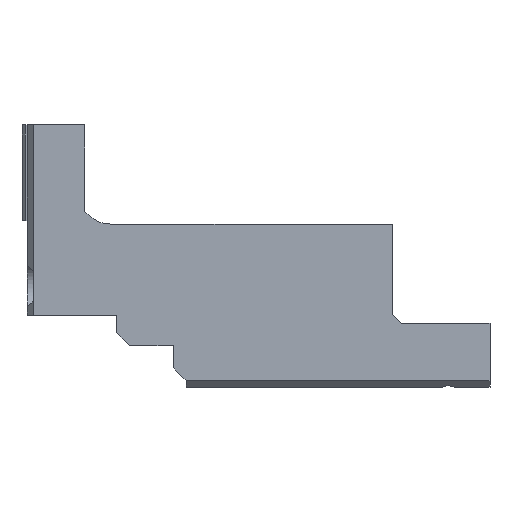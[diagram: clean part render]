
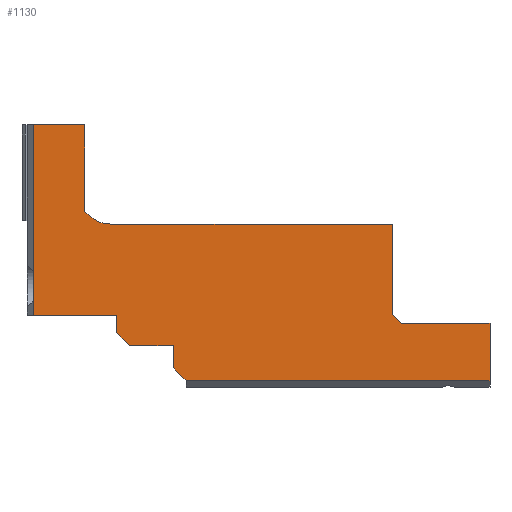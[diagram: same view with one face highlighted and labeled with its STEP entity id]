
A CAD part, left-side view. The second image highlights one B-rep face of the part: STEP entity #1130.
In plain terms, the highlighted planar face has unit normal (-1, 0, 0).
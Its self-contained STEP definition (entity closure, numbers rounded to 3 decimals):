
#53=CIRCLE('',#1199,5.);
#107=FACE_OUTER_BOUND('',#175,.T.);
#175=EDGE_LOOP('',(#893,#894,#895,#896,#897,#898,#899,#900,#901,#902,#903,
#904,#905,#906,#907,#908,#909));
#227=LINE('',#1676,#354);
#236=LINE('',#1698,#363);
#263=LINE('',#1782,#390);
#272=LINE('',#1802,#399);
#274=LINE('',#1806,#401);
#280=LINE('',#1818,#407);
#283=LINE('',#1826,#410);
#284=LINE('',#1828,#411);
#285=LINE('',#1830,#412);
#286=LINE('',#1832,#413);
#287=LINE('',#1834,#414);
#288=LINE('',#1836,#415);
#289=LINE('',#1838,#416);
#290=LINE('',#1839,#417);
#291=LINE('',#1840,#418);
#292=LINE('',#1841,#419);
#354=VECTOR('',#1352,10.);
#363=VECTOR('',#1369,10.);
#390=VECTOR('',#1446,10.);
#399=VECTOR('',#1463,10.);
#401=VECTOR('',#1467,10.);
#407=VECTOR('',#1477,10.);
#410=VECTOR('',#1484,10.);
#411=VECTOR('',#1485,10.);
#412=VECTOR('',#1486,10.);
#413=VECTOR('',#1487,10.);
#414=VECTOR('',#1488,10.);
#415=VECTOR('',#1489,10.);
#416=VECTOR('',#1490,10.);
#417=VECTOR('',#1491,10.);
#418=VECTOR('',#1492,10.);
#419=VECTOR('',#1493,10.);
#477=VERTEX_POINT('',#1649);
#478=VERTEX_POINT('',#1650);
#485=VERTEX_POINT('',#1675);
#494=VERTEX_POINT('',#1697);
#525=VERTEX_POINT('',#1780);
#526=VERTEX_POINT('',#1781);
#531=VERTEX_POINT('',#1795);
#533=VERTEX_POINT('',#1800);
#534=VERTEX_POINT('',#1805);
#538=VERTEX_POINT('',#1817);
#541=VERTEX_POINT('',#1825);
#542=VERTEX_POINT('',#1827);
#543=VERTEX_POINT('',#1829);
#544=VERTEX_POINT('',#1831);
#545=VERTEX_POINT('',#1833);
#546=VERTEX_POINT('',#1835);
#547=VERTEX_POINT('',#1837);
#590=EDGE_CURVE('',#477,#478,#53,.T.);
#600=EDGE_CURVE('',#478,#485,#227,.T.);
#611=EDGE_CURVE('',#485,#494,#236,.T.);
#652=EDGE_CURVE('',#525,#526,#263,.T.);
#663=EDGE_CURVE('',#533,#531,#272,.T.);
#665=EDGE_CURVE('',#534,#531,#274,.T.);
#671=EDGE_CURVE('',#534,#538,#280,.T.);
#675=EDGE_CURVE('',#541,#533,#283,.T.);
#676=EDGE_CURVE('',#542,#541,#284,.T.);
#677=EDGE_CURVE('',#543,#542,#285,.T.);
#678=EDGE_CURVE('',#544,#543,#286,.T.);
#679=EDGE_CURVE('',#544,#545,#287,.T.);
#680=EDGE_CURVE('',#546,#545,#288,.T.);
#681=EDGE_CURVE('',#547,#546,#289,.T.);
#682=EDGE_CURVE('',#526,#547,#290,.T.);
#683=EDGE_CURVE('',#494,#525,#291,.T.);
#684=EDGE_CURVE('',#538,#477,#292,.T.);
#893=ORIENTED_EDGE('',*,*,#663,.F.);
#894=ORIENTED_EDGE('',*,*,#675,.F.);
#895=ORIENTED_EDGE('',*,*,#676,.F.);
#896=ORIENTED_EDGE('',*,*,#677,.F.);
#897=ORIENTED_EDGE('',*,*,#678,.F.);
#898=ORIENTED_EDGE('',*,*,#679,.T.);
#899=ORIENTED_EDGE('',*,*,#680,.F.);
#900=ORIENTED_EDGE('',*,*,#681,.F.);
#901=ORIENTED_EDGE('',*,*,#682,.F.);
#902=ORIENTED_EDGE('',*,*,#652,.F.);
#903=ORIENTED_EDGE('',*,*,#683,.F.);
#904=ORIENTED_EDGE('',*,*,#611,.F.);
#905=ORIENTED_EDGE('',*,*,#600,.F.);
#906=ORIENTED_EDGE('',*,*,#590,.F.);
#907=ORIENTED_EDGE('',*,*,#684,.F.);
#908=ORIENTED_EDGE('',*,*,#671,.F.);
#909=ORIENTED_EDGE('',*,*,#665,.T.);
#1075=PLANE('',#1244);
#1130=ADVANCED_FACE('',(#107),#1075,.T.);
#1199=AXIS2_PLACEMENT_3D('',#1651,#1332,#1333);
#1244=AXIS2_PLACEMENT_3D('',#1824,#1482,#1483);
#1332=DIRECTION('center_axis',(-1.,0.,0.));
#1333=DIRECTION('ref_axis',(0.,0.383,-0.924));
#1352=DIRECTION('',(0.,-1.,0.));
#1369=DIRECTION('',(0.,0.,-1.));
#1446=DIRECTION('',(0.,-1.,0.));
#1463=DIRECTION('',(0.,0.,1.));
#1467=DIRECTION('',(0.,1.,0.));
#1477=DIRECTION('',(0.,0.,-1.));
#1482=DIRECTION('center_axis',(-1.,0.,0.));
#1483=DIRECTION('ref_axis',(0.,0.,
1.));
#1484=DIRECTION('',(0.,1.,0.));
#1485=DIRECTION('',(0.,0.,1.));
#1486=DIRECTION('',(0.,0.707,0.707));
#1487=DIRECTION('',(0.,1.,0.));
#1488=DIRECTION('',(0.,0.,-1.));
#1489=DIRECTION('',(0.,0.707,0.707));
#1490=DIRECTION('',(0.,1.,0.));
#1491=DIRECTION('',(0.,0.,-1.));
#1492=DIRECTION('',(0.,-0.707,-0.707));
#1493=DIRECTION('',(0.,-0.707,-0.707));
#1649=CARTESIAN_POINT('',(-9.,532.465,25.944));
#1650=CARTESIAN_POINT('',(-9.,528.929,24.479));
#1651=CARTESIAN_POINT('Origin',(-9.,528.929,29.479));
#1675=CARTESIAN_POINT('',(-9.,484.906,24.479));
#1676=CARTESIAN_POINT('',(-9.,531.25,24.479));
#1697=CARTESIAN_POINT('',(-9.,484.906,10.414));
#1698=CARTESIAN_POINT('',(-9.,484.906,24.479));
#1780=CARTESIAN_POINT('',(-9.,483.492,9.));
#1781=CARTESIAN_POINT('',(-9.,469.656,9.));
#1782=CARTESIAN_POINT('',(-9.,471.656,9.));
#1795=CARTESIAN_POINT('',(-9.,541.,39.979));
#1800=CARTESIAN_POINT('',(-9.,541.,10.24));
#1802=CARTESIAN_POINT('',(-9.,541.,34.169));
#1805=CARTESIAN_POINT('',(-9.,533.,39.979));
#1806=CARTESIAN_POINT('',(-9.,512.578,39.979));
#1817=CARTESIAN_POINT('',(-9.,533.,26.479));
#1818=CARTESIAN_POINT('',(-9.,533.,28.169));
#1824=CARTESIAN_POINT('Origin',(-9.,486.656,5.));
#1825=CARTESIAN_POINT('',(-9.,528.,10.24));
#1826=CARTESIAN_POINT('',(-9.,537.75,10.24));
#1827=CARTESIAN_POINT('',(-9.,528.,7.5));
#1828=CARTESIAN_POINT('',(-9.,528.,9.87));
#1829=CARTESIAN_POINT('',(-9.,526.,5.5));
#1830=CARTESIAN_POINT('',(-9.,516.539,-3.961));
#1831=CARTESIAN_POINT('',(-9.,519.156,5.5));
#1832=CARTESIAN_POINT('',(-9.,486.656,5.5));
#1833=CARTESIAN_POINT('',(-9.,519.156,2.));
#1834=CARTESIAN_POINT('',(-9.,519.156,5.));
#1835=CARTESIAN_POINT('',(-9.,517.156,0.));
#1836=CARTESIAN_POINT('',(-9.,511.281,-5.875));
#1837=CARTESIAN_POINT('',(-9.,469.656,0.));
#1838=CARTESIAN_POINT('',(-9.,471.656,0.));
#1839=CARTESIAN_POINT('',(-9.,469.656,5.));
#1840=CARTESIAN_POINT('',(-9.,482.887,8.395));
#1841=CARTESIAN_POINT('',(-9.,515.794,9.274));
